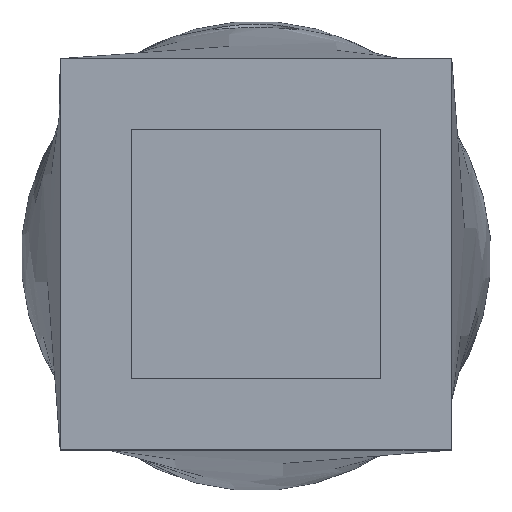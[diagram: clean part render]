
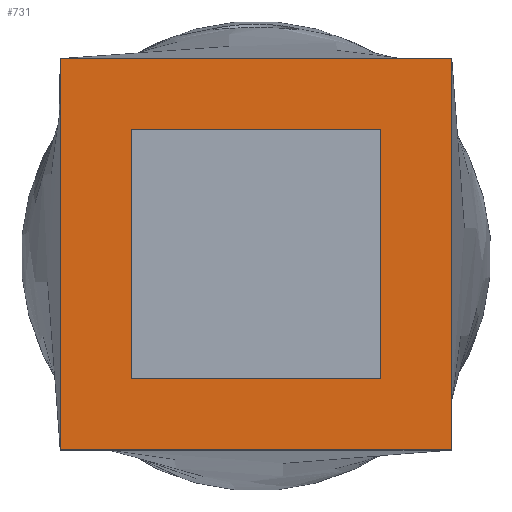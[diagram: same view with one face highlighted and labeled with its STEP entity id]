
A CAD part, top view. The second image highlights one B-rep face of the part: STEP entity #731.
In plain terms, the highlighted planar face has unit normal (0, 0, 1).
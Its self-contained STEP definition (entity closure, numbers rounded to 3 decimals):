
#28=FACE_BOUND('',#104,.T.);
#65=FACE_OUTER_BOUND('',#103,.T.);
#103=EDGE_LOOP('',(#591,#592,#593,#594));
#104=EDGE_LOOP('',(#595,#596,#597,#598));
#158=LINE('',#1248,#245);
#161=LINE('',#1254,#248);
#164=LINE('',#1260,#251);
#167=LINE('',#1264,#254);
#172=LINE('',#1276,#259);
#177=LINE('',#1286,#264);
#182=LINE('',#1296,#269);
#187=LINE('',#1304,#274);
#245=VECTOR('',#897,10.);
#248=VECTOR('',#902,10.);
#251=VECTOR('',#907,10.);
#254=VECTOR('',#912,10.);
#259=VECTOR('',#919,10.);
#264=VECTOR('',#926,10.);
#269=VECTOR('',#933,10.);
#274=VECTOR('',#940,10.);
#333=VERTEX_POINT('',#1245);
#334=VERTEX_POINT('',#1247);
#336=VERTEX_POINT('',#1253);
#338=VERTEX_POINT('',#1259);
#343=VERTEX_POINT('',#1273);
#344=VERTEX_POINT('',#1275);
#348=VERTEX_POINT('',#1285);
#352=VERTEX_POINT('',#1295);
#418=EDGE_CURVE('',#334,#333,#158,.T.);
#421=EDGE_CURVE('',#336,#334,#161,.T.);
#424=EDGE_CURVE('',#338,#336,#164,.T.);
#427=EDGE_CURVE('',#333,#338,#167,.T.);
#432=EDGE_CURVE('',#344,#343,#172,.T.);
#437=EDGE_CURVE('',#348,#344,#177,.T.);
#442=EDGE_CURVE('',#352,#348,#182,.T.);
#447=EDGE_CURVE('',#343,#352,#187,.T.);
#591=ORIENTED_EDGE('',*,*,#447,.T.);
#592=ORIENTED_EDGE('',*,*,#442,.T.);
#593=ORIENTED_EDGE('',*,*,#437,.T.);
#594=ORIENTED_EDGE('',*,*,#432,.T.);
#595=ORIENTED_EDGE('',*,*,#427,.T.);
#596=ORIENTED_EDGE('',*,*,#424,.T.);
#597=ORIENTED_EDGE('',*,*,#421,.T.);
#598=ORIENTED_EDGE('',*,*,#418,.T.);
#699=PLANE('',#791);
#731=ADVANCED_FACE('',(#65,#28),#699,.T.);
#791=AXIS2_PLACEMENT_3D('',#1305,#941,#942);
#897=DIRECTION('',(-1.,0.,0.));
#902=DIRECTION('',(0.,-1.,0.));
#907=DIRECTION('',(1.,0.,0.));
#912=DIRECTION('',(0.,1.,0.));
#919=DIRECTION('',(1.,0.,0.));
#926=DIRECTION('',(0.,-1.,0.));
#933=DIRECTION('',(-1.,0.,0.));
#940=DIRECTION('',(0.,1.,0.));
#941=DIRECTION('center_axis',(0.,0.,1.));
#942=DIRECTION('ref_axis',(1.,0.,0.));
#1245=CARTESIAN_POINT('',(-5.1,-5.1,44.));
#1247=CARTESIAN_POINT('',(5.1,-5.1,44.));
#1248=CARTESIAN_POINT('',(-5.1,-5.1,44.));
#1253=CARTESIAN_POINT('',(5.1,5.1,44.));
#1254=CARTESIAN_POINT('',(5.1,-5.1,44.));
#1259=CARTESIAN_POINT('',(-5.1,5.1,44.));
#1260=CARTESIAN_POINT('',(5.1,5.1,44.));
#1264=CARTESIAN_POINT('',(-5.1,5.1,44.));
#1273=CARTESIAN_POINT('',(8.,-8.,44.));
#1275=CARTESIAN_POINT('',(-8.,-8.,44.));
#1276=CARTESIAN_POINT('',(-8.,-8.,44.));
#1285=CARTESIAN_POINT('',(-8.,8.,44.));
#1286=CARTESIAN_POINT('',(-8.,8.,44.));
#1295=CARTESIAN_POINT('',(8.,8.,44.));
#1296=CARTESIAN_POINT('',(8.,8.,44.));
#1304=CARTESIAN_POINT('',(8.,-8.,44.));
#1305=CARTESIAN_POINT('Origin',(0.,0.,44.));
